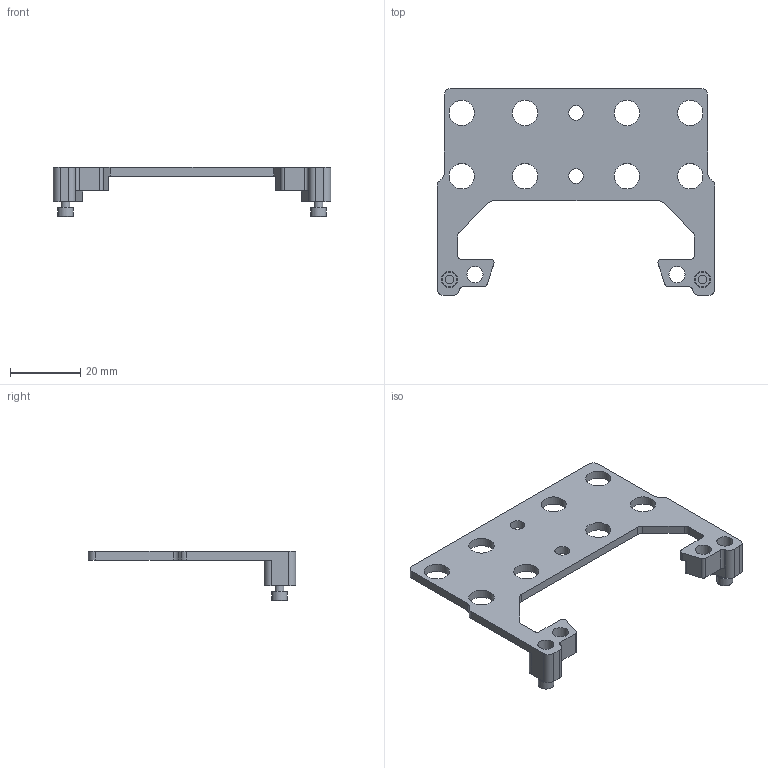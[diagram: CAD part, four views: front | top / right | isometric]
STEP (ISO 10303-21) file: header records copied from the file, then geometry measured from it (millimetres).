
FILE_DESCRIPTION(/* description */ (''),/* implementation_level */ '2;1');
FILE_NAME(/* name */ 'BMCVPanel.step',/* time_stamp */ '2025-01-12T14:39:30+01:00',/* author */ (''),/* organization */ (''),/* preprocessor_version */ 'ST-DEVELOPER v20',/* originating_system */ 'Autodesk Translation Framework v13.20.0.188',/* authorisation */ '');
FILE_SCHEMA (('AUTOMOTIVE_DESIGN { 1 0 10303 214 3 1 1 }'));
Length unit declared in the file: millimetre
Products named in the file (2): BMCVPanel; Bracket
Assembly tree (1 placements, depth 2):
  BMCVPanel
    Bracket
Bounding box: 79 x 59 x 14 mm (x, y, z)
Volume: 7434.9 mm3; surface area: 7740.5 mm2
Topology: 3 solids, 3 shells, 112 faces, 290 edges, 188 vertices
Faces by surface type: plane 62, cylinder 46, cone 4
Full cylindrical faces by diameter (mm): 2.5 x2, 4.2 x2, 4.5 x2, 4.6 x4, 7.2 x8
Entity records: 3536 total; most frequent: DIRECTION 616, CARTESIAN_POINT 593, ORIENTED_EDGE 580, EDGE_CURVE 290, AXIS2_PLACEMENT_3D 211, LINE 194, VECTOR 194, VERTEX_POINT 188
